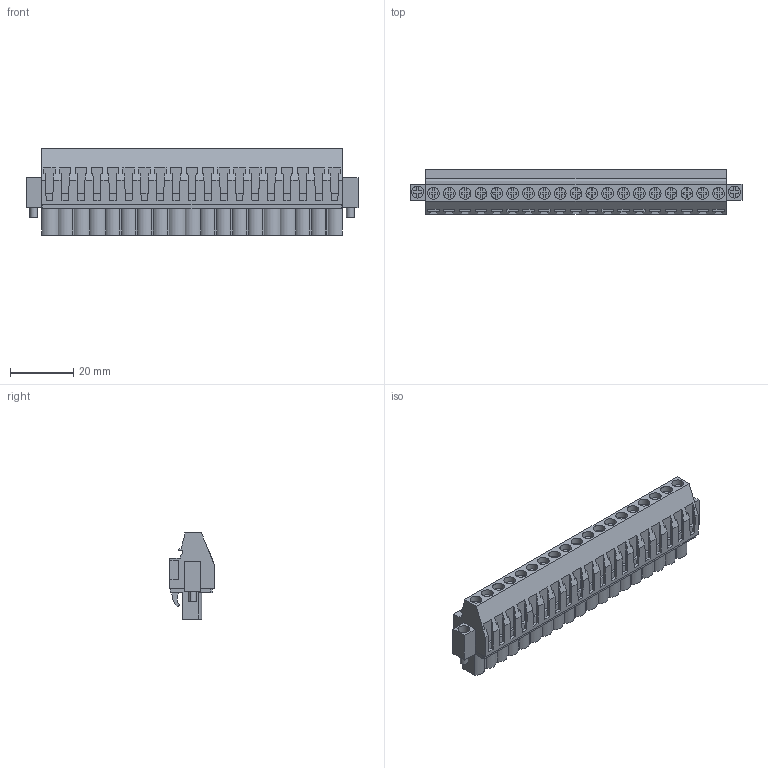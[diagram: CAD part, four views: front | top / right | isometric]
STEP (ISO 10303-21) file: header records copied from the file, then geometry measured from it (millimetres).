
FILE_DESCRIPTION(('CATIA V5 STEP Exchange','CAx-IF Rec.Pracs.--- Model Styling and Organization---1.2---2011-12-15'),'2;1');
FILE_NAME ('D1460495_0_1959580000_1959580000.stp','2017-09-20T13:25:27+00:00',('none'),('Weidmueller'),'CATIA Version 5-6 Release 2014','CATIA V5 STEP AP214','none');
FILE_SCHEMA(('AUTOMOTIVE_DESIGN { 1 0 10303 214 1 1 1 1 }'));
Length unit declared in the file: millimetre
Products named in the file (1): 1959580000
Bounding box: 104.8 x 14.05 x 27.2 mm (x, y, z)
Volume: 22037.2 mm3; surface area: 13120.2 mm2
Topology: 22 solids, 22 shells, 1258 faces, 3469 edges, 2338 vertices
Faces by surface type: plane 1059, cylinder 189, extrusion 10
Entity records: 36705 total; most frequent: ORIENTED_EDGE 6938, CARTESIAN_POINT 6709, DIRECTION 4859, EDGE_CURVE 3469, VECTOR 2985, LINE 2975, VERTEX_POINT 2338, EDGE_LOOP 1346
